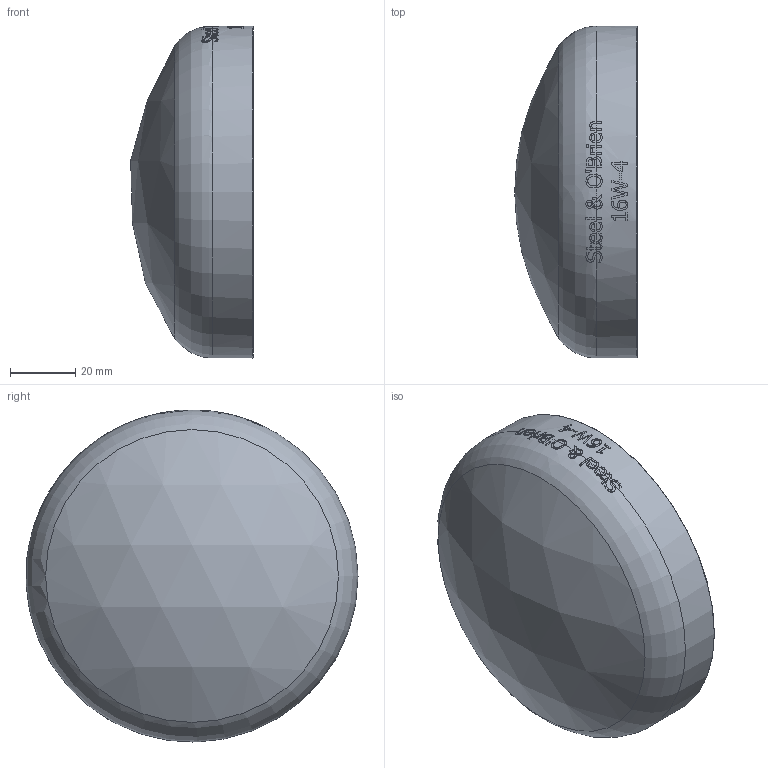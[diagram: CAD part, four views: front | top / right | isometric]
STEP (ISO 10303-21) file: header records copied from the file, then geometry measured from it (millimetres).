
FILE_DESCRIPTION(/* description */ (''),/* implementation_level */ '2;1');
FILE_NAME(/* name */ '16W-4.stp',/* time_stamp */ '2021-11-16T13:09:42-05:00',/* author */ ('rick'),/* organization */ (''),/* preprocessor_version */ 'ST-DEVELOPER v18.1',/* originating_system */ 'Autodesk Inventor 2020',/* authorisation */ '');
FILE_SCHEMA (('AUTOMOTIVE_DESIGN { 1 0 10303 214 3 1 1 }'));
Length unit declared in the file: inch
Products named in the file (1): 16W-4
Bounding box: 37.52 x 101.6 x 101.6 mm (x, y, z)
Volume: 33149.9 mm3; surface area: 29390.7 mm2
Topology: 1 solids, 1 shells, 319 faces, 913 edges, 611 vertices
Faces by surface type: bspline 139, plane 124, torus 28, cylinder 26, sphere 2
Full cylindrical faces by diameter (mm): 97.384 x1, 101.6 x1
Entity records: 13426 total; most frequent: CARTESIAN_POINT 5950, ORIENTED_EDGE 1826, DIRECTION 1100, EDGE_CURVE 913, VERTEX_POINT 611, AXIS2_PLACEMENT_3D 382, B_SPLINE_CURVE_WITH_KNOTS 376, LINE 336
